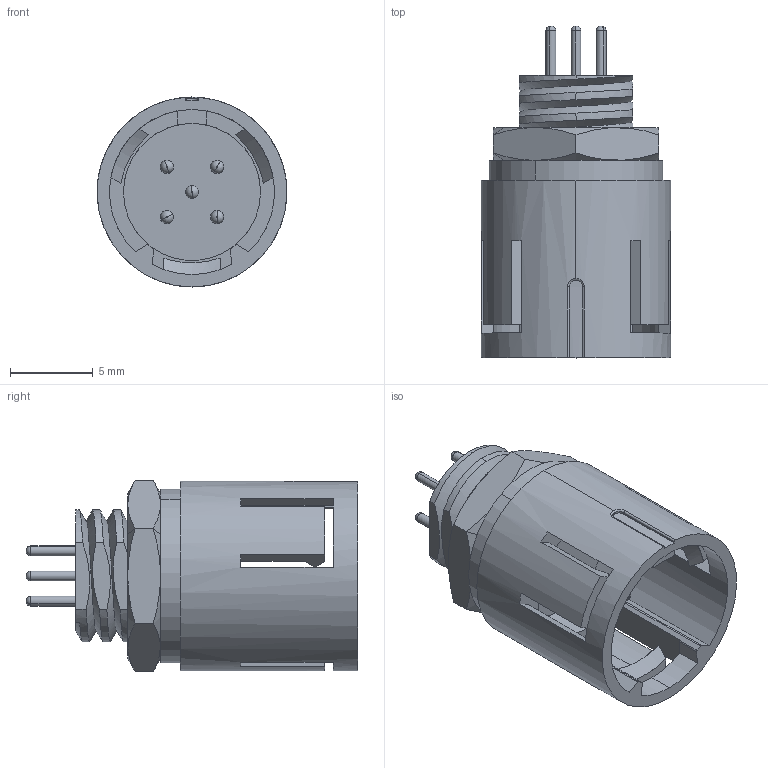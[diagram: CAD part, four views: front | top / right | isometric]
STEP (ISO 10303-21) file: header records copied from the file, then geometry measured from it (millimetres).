
FILE_DESCRIPTION (( 'STEP AP203' ), '1' );
FILE_NAME ('P82.STEP', '2020-03-31T02:14:12', ( 'edpusr' ), ( 'Microsoft' ), 'SwSTEP 2.0', 'SolidWorks 2015', '' );
FILE_SCHEMA (( 'CONFIG_CONTROL_DESIGN' ));
Length unit declared in the file: millimetre
Products named in the file (1): P82
Bounding box: 11.5 x 20.1 x 11.55 mm (x, y, z)
Volume: 843.5 mm3; surface area: 1337.5 mm2
Topology: 1 solids, 1 shells, 175 faces, 486 edges, 314 vertices
Faces by surface type: cylinder 70, plane 69, torus 20, bspline 12, cone 4
Entity records: 6931 total; most frequent: CARTESIAN_POINT 2434, ORIENTED_EDGE 972, DIRECTION 905, EDGE_CURVE 486, AXIS2_PLACEMENT_3D 350, VERTEX_POINT 314, VECTOR 205, LINE 205
